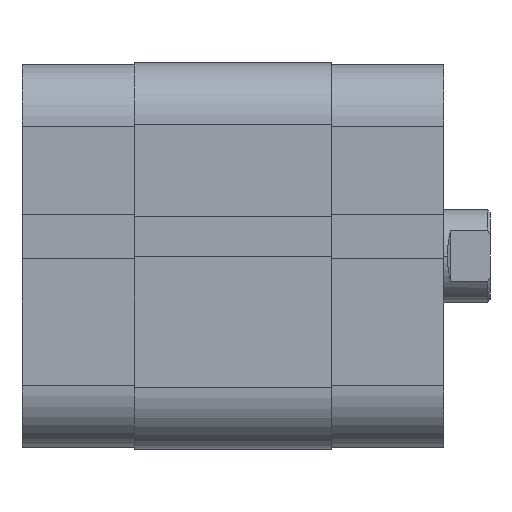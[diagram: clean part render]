
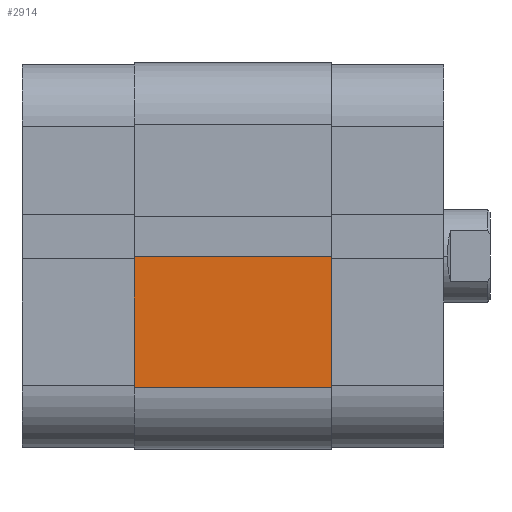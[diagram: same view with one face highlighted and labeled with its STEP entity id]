
A CAD part, front view. The second image highlights one B-rep face of the part: STEP entity #2914.
In plain terms, the highlighted face is planar.
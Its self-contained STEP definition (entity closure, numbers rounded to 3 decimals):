
#226 = CARTESIAN_POINT ( 'NONE',  ( 25., 0.1, 25.5 ) ) ;
#291 = CARTESIAN_POINT ( 'NONE',  ( 25., 17., 0. ) ) ;
#293 = CARTESIAN_POINT ( 'NONE',  ( 25., 17., 25.5 ) ) ;
#302 = CARTESIAN_POINT ( 'NONE',  ( 25., 0.1, 0. ) ) ;
#441 = VERTEX_POINT ( 'NONE', #302 ) ;
#450 = VERTEX_POINT ( 'NONE', #293 ) ;
#452 = VERTEX_POINT ( 'NONE', #291 ) ;
#517 = VERTEX_POINT ( 'NONE', #226 ) ;
#1160 = EDGE_LOOP ( 'NONE', ( #2978, #2976, #2974, #2973 ) ) ;
#1232 = DIRECTION ( 'NONE',  ( 1., 0., 0. ) ) ;
#1233 = DIRECTION ( 'NONE',  ( 0., 1., 0. ) ) ;
#1267 = CARTESIAN_POINT ( 'NONE',  ( 25., -55.141, 25.5 ) ) ;
#1589 = PLANE ( 'NONE',  #5962 ) ;
#2914 = ADVANCED_FACE ( 'NONE', ( #3949 ), #1589, .T. ) ;
#2973 = ORIENTED_EDGE ( 'NONE', *, *, #3656, .T. ) ;
#2974 = ORIENTED_EDGE ( 'NONE', *, *, #3651, .T. ) ;
#2976 = ORIENTED_EDGE ( 'NONE', *, *, #3654, .F. ) ;
#2978 = ORIENTED_EDGE ( 'NONE', *, *, #3659, .F. ) ;
#3651 = EDGE_CURVE ( 'NONE', #450, #517, #4571, .T. ) ;
#3654 = EDGE_CURVE ( 'NONE', #450, #452, #4570, .T. ) ;
#3656 = EDGE_CURVE ( 'NONE', #517, #441, #4601, .T. ) ;
#3659 = EDGE_CURVE ( 'NONE', #452, #441, #4598, .T. ) ;
#3949 = FACE_OUTER_BOUND ( 'NONE', #1160, .T. ) ;
#4570 = LINE ( 'NONE', #5252, #4597 ) ;
#4571 = LINE ( 'NONE', #5250, #4572 ) ;
#4572 = VECTOR ( 'NONE', #5251, 1000. ) ;
#4594 = VECTOR ( 'NONE', #5268, 1000. ) ;
#4597 = VECTOR ( 'NONE', #5258, 1000. ) ;
#4598 = LINE ( 'NONE', #5267, #4594 ) ;
#4601 = LINE ( 'NONE', #5261, #4602 ) ;
#4602 = VECTOR ( 'NONE', #5262, 1000. ) ;
#5250 = CARTESIAN_POINT ( 'NONE',  ( 25., -55.141, 25.5 ) ) ;
#5251 = DIRECTION ( 'NONE',  ( 0., -1., 0. ) ) ;
#5252 = CARTESIAN_POINT ( 'NONE',  ( 25., 17., 25.5 ) ) ;
#5258 = DIRECTION ( 'NONE',  ( 0., 0., -1. ) ) ;
#5261 = CARTESIAN_POINT ( 'NONE',  ( 25., 0.1, 25.5 ) ) ;
#5262 = DIRECTION ( 'NONE',  ( 0., 0., -1. ) ) ;
#5267 = CARTESIAN_POINT ( 'NONE',  ( 25., -55.141, 0. ) ) ;
#5268 = DIRECTION ( 'NONE',  ( 0., -1., 0. ) ) ;
#5962 = AXIS2_PLACEMENT_3D ( 'NONE', #1267, #1232, #1233 ) ;
